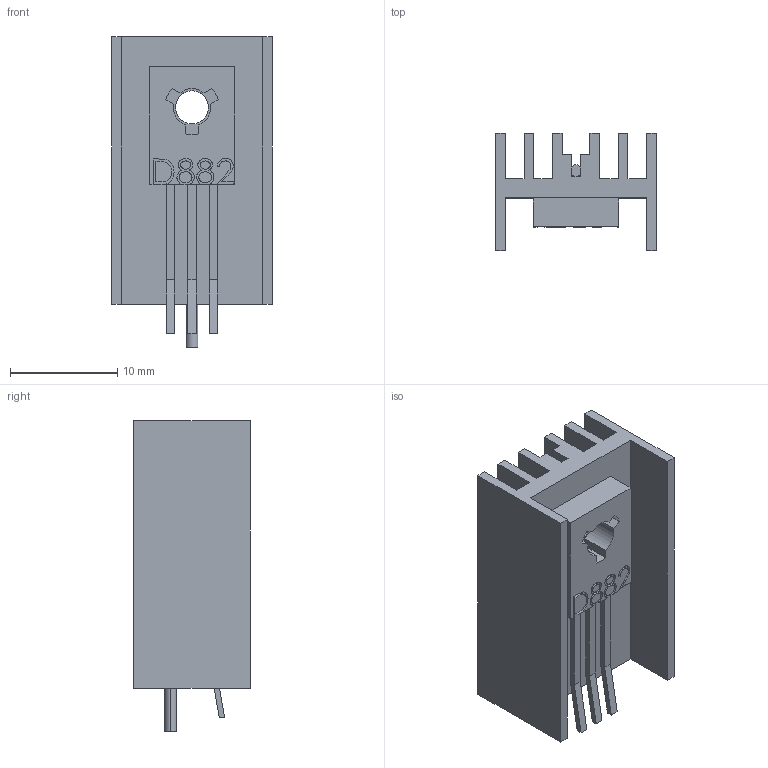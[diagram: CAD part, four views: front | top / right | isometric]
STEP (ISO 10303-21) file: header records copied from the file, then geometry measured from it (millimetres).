
FILE_DESCRIPTION (( 'STEP AP214' ), '1' );
FILE_NAME ('D882(bend).STEP', '2023-01-02T18:21:32', ( '' ), ( '' ), 'SwSTEP 2.0', 'SolidWorks 2021', '' );
FILE_SCHEMA (( 'AUTOMOTIVE_DESIGN' ));
Length unit declared in the file: millimetre
Products named in the file (3): D882(bend); 冓儰僗闉; D882
Assembly tree (2 placements, depth 2):
  D882(bend)
    冓儰僗闉
    D882
Bounding box: 15 x 10.91 x 29 mm (x, y, z)
Volume: 1770.2 mm3; surface area: 3169.4 mm2
Topology: 3 solids, 3 shells, 153 faces, 420 edges, 280 vertices
Faces by surface type: plane 95, bspline 47, cylinder 11
Entity records: 9006 total; most frequent: CARTESIAN_POINT 3753, ORIENTED_EDGE 840, DIRECTION 578, EDGE_CURVE 420, VECTOR 296, LINE 296, VERTEX_POINT 280, EDGE_LOOP 164
